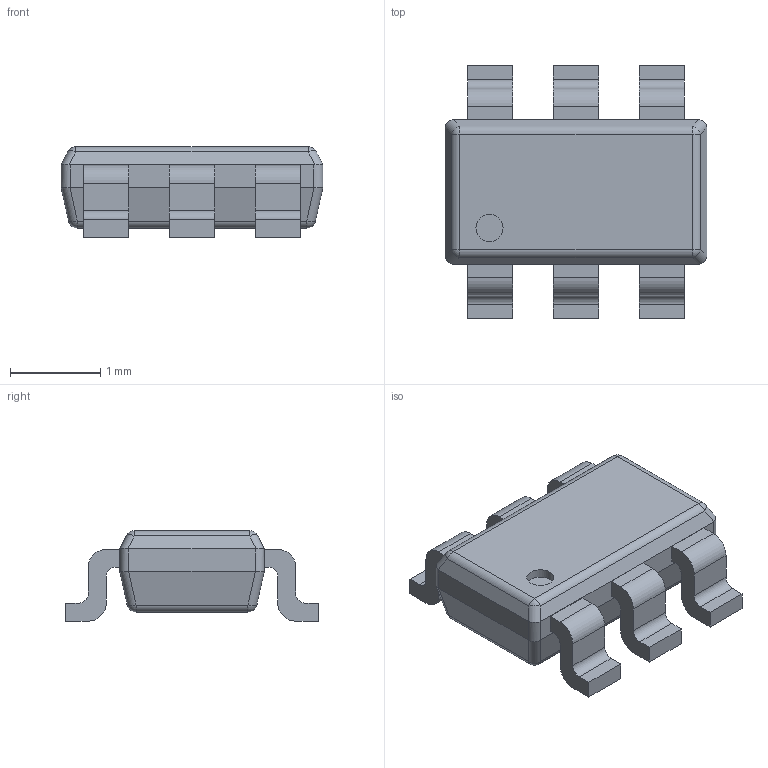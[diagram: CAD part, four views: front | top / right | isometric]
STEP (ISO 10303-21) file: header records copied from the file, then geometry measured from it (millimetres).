
FILE_DESCRIPTION(/* description */ (''),/* implementation_level */ '2;1');
FILE_NAME(/* name */ '5f519880a50950130c082582',/* time_stamp */ '2020-09-04T01:29:36+00:00',/* author */ (''),/* organization */ (''),/* preprocessor_version */ 'ST-DEVELOPER v16.7',/* originating_system */ $,/* authorisation */ $);
FILE_SCHEMA (('AUTOMOTIVE_DESIGN {1 0 10303 214 3 1 1}'));
Length unit declared in the file: metre
Products named in the file (7): Body; Pin5; Pin4; Pin6; Pin3; Pin2; Pin1
Bounding box: 2.9 x 2.8 x 1 mm (x, y, z)
Volume: 4.5 mm3; surface area: 25.6 mm2
Topology: 7 solids, 7 shells, 128 faces, 323 edges, 202 vertices
Faces by surface type: plane 75, cylinder 45, sphere 8
Full cylindrical faces by diameter (mm): 0.3 x1
Entity records: 3956 total; most frequent: DIRECTION 682, CARTESIAN_POINT 651, ORIENTED_EDGE 628, EDGE_CURVE 314, AXIS2_PLACEMENT_3D 233, LINE 216, VECTOR 216, VERTEX_POINT 202
